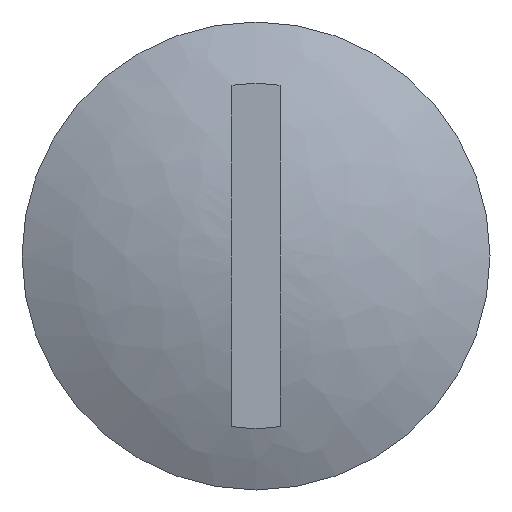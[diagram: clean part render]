
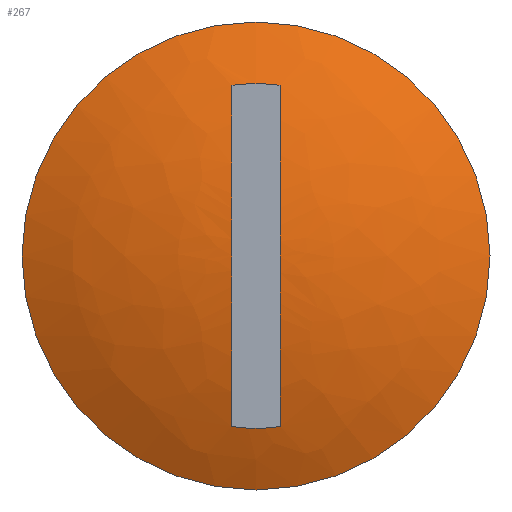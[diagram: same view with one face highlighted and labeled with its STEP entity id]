
A CAD part, left-side view. The second image highlights one B-rep face of the part: STEP entity #267.
In plain terms, the highlighted free-form (B-spline) face has degree [2, 2] with [3, 9] control points.
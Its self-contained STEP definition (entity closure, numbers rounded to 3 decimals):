
#28=(
BOUNDED_CURVE()
B_SPLINE_CURVE(2,(#965,#966,#967),.UNSPECIFIED.,.F.,.F.)
B_SPLINE_CURVE_WITH_KNOTS((3,3),(1.117,1.234),
 .UNSPECIFIED.)
CURVE()
GEOMETRIC_REPRESENTATION_ITEM()
RATIONAL_B_SPLINE_CURVE((1.,0.994,0.992))
REPRESENTATION_ITEM('')
);
#29=(
BOUNDED_SURFACE()
B_SPLINE_SURFACE(2,2,((#934,#935,#936,#937,#938,#939,#940,#941,#942),(#943,
#944,#945,#946,#947,#948,#949,#950,#951),(#952,#953,#954,#955,#956,#957,
#958,#959,#960)),.UNSPECIFIED.,.F.,.T.,.F.)
B_SPLINE_SURFACE_WITH_KNOTS((3,3),(3,2,2,2,3),(-1.499,-1.117),
(-3.142,-1.571,0.,1.571,3.142),
 .UNSPECIFIED.)
GEOMETRIC_REPRESENTATION_ITEM()
RATIONAL_B_SPLINE_SURFACE(((1.,0.707,1.,0.707,1.,
0.707,1.,0.707,1.),(0.982,0.694,
0.982,0.694,0.982,0.694,
0.982,0.694,0.982),(1.,0.707,
1.,0.707,1.,0.707,1.,0.707,1.)))
REPRESENTATION_ITEM('')
SURFACE()
);
#69=FACE_OUTER_BOUND('',#91,.T.);
#91=EDGE_LOOP('',(#225,#226,#227,#228,#229,#230,#231,#232,#233));
#110=CIRCLE('',#322,6.62);
#111=CIRCLE('',#323,6.62);
#112=CIRCLE('',#324,6.62);
#115=CIRCLE('',#330,8.99);
#116=CIRCLE('',#331,8.99);
#132=B_SPLINE_CURVE_WITH_KNOTS('',3,(#887,#888,#889,#890,#891,#892,#893,
#894,#895,#896,#897,#898,#899,#900,#901),.UNSPECIFIED.,.F.,.F.,(4,2,2,3,
2,2,4),(-0.628,-0.422,-0.211,0.,0.211,
0.422,0.628),.UNSPECIFIED.);
#133=B_SPLINE_CURVE_WITH_KNOTS('',3,(#906,#907,#908,#909,#910,#911,#912,
#913,#914,#915,#916,#917,#918,#919,#920),.UNSPECIFIED.,.F.,.F.,(4,2,2,3,
2,2,4),(-0.628,-0.422,-0.211,0.,0.211,
0.422,0.628),.UNSPECIFIED.);
#143=VERTEX_POINT('',#885);
#144=VERTEX_POINT('',#886);
#145=VERTEX_POINT('',#904);
#146=VERTEX_POINT('',#905);
#147=VERTEX_POINT('',#923);
#150=VERTEX_POINT('',#961);
#151=VERTEX_POINT('',#962);
#171=EDGE_CURVE('',#143,#144,#132,.T.);
#173=EDGE_CURVE('',#145,#146,#133,.T.);
#175=EDGE_CURVE('',#146,#147,#110,.T.);
#176=EDGE_CURVE('',#144,#145,#111,.T.);
#177=EDGE_CURVE('',#147,#143,#112,.T.);
#180=EDGE_CURVE('',#150,#151,#115,.T.);
#181=EDGE_CURVE('',#151,#150,#116,.T.);
#182=EDGE_CURVE('',#151,#147,#28,.T.);
#225=ORIENTED_EDGE('',*,*,#180,.F.);
#226=ORIENTED_EDGE('',*,*,#181,.F.);
#227=ORIENTED_EDGE('',*,*,#182,.T.);
#228=ORIENTED_EDGE('',*,*,#177,.T.);
#229=ORIENTED_EDGE('',*,*,#171,.T.);
#230=ORIENTED_EDGE('',*,*,#176,.T.);
#231=ORIENTED_EDGE('',*,*,#173,.T.);
#232=ORIENTED_EDGE('',*,*,#175,.T.);
#233=ORIENTED_EDGE('',*,*,#182,.F.);
#267=ADVANCED_FACE('',(#69),#29,.F.);
#322=AXIS2_PLACEMENT_3D('',#924,#377,#378);
#323=AXIS2_PLACEMENT_3D('',#925,#379,#380);
#324=AXIS2_PLACEMENT_3D('',#926,#381,#382);
#330=AXIS2_PLACEMENT_3D('',#963,#393,#394);
#331=AXIS2_PLACEMENT_3D('',#964,#395,#396);
#377=DIRECTION('center_axis',(1.,0.,0.));
#378=DIRECTION('ref_axis',(0.,0.,-1.));
#379=DIRECTION('center_axis',(1.,0.,0.));
#380=DIRECTION('ref_axis',(0.,0.,-1.));
#381=DIRECTION('center_axis',(1.,0.,0.));
#382=DIRECTION('ref_axis',(0.,0.,-1.));
#393=DIRECTION('center_axis',(1.,0.,0.));
#394=DIRECTION('ref_axis',(0.,0.,-1.));
#395=DIRECTION('center_axis',(1.,0.,0.));
#396=DIRECTION('ref_axis',(0.,0.,-1.));
#885=CARTESIAN_POINT('',(-6.74,-0.925,6.555));
#886=CARTESIAN_POINT('',(-6.74,-0.925,-6.555));
#887=CARTESIAN_POINT('Ctrl Pts',(-6.74,-0.925,6.555));
#888=CARTESIAN_POINT('Ctrl Pts',(-6.981,-0.925,5.861));
#889=CARTESIAN_POINT('Ctrl Pts',(-7.191,-0.925,5.142));
#890=CARTESIAN_POINT('Ctrl Pts',(-7.54,-0.925,3.67));
#891=CARTESIAN_POINT('Ctrl Pts',(-7.676,-0.925,2.917));
#892=CARTESIAN_POINT('Ctrl Pts',(-7.866,-0.925,1.433));
#893=CARTESIAN_POINT('Ctrl Pts',(-7.923,-0.925,0.703));
#894=CARTESIAN_POINT('Ctrl Pts',(-7.923,-0.925,0.));
#895=CARTESIAN_POINT('Ctrl Pts',(-7.923,-0.925,-0.703));
#896=CARTESIAN_POINT('Ctrl Pts',(-7.866,-0.925,-1.433));
#897=CARTESIAN_POINT('Ctrl Pts',(-7.676,-0.925,-2.917));
#898=CARTESIAN_POINT('Ctrl Pts',(-7.54,-0.925,-3.67));
#899=CARTESIAN_POINT('Ctrl Pts',(-7.191,-0.925,-5.142));
#900=CARTESIAN_POINT('Ctrl Pts',(-6.981,-0.925,-5.861));
#901=CARTESIAN_POINT('Ctrl Pts',(-6.74,-0.925,-6.555));
#904=CARTESIAN_POINT('',(-6.74,0.925,-6.555));
#905=CARTESIAN_POINT('',(-6.74,0.925,6.555));
#906=CARTESIAN_POINT('Ctrl Pts',(-6.74,0.925,-6.555));
#907=CARTESIAN_POINT('Ctrl Pts',(-6.981,0.925,-5.861));
#908=CARTESIAN_POINT('Ctrl Pts',(-7.191,0.925,-5.142));
#909=CARTESIAN_POINT('Ctrl Pts',(-7.54,0.925,-3.67));
#910=CARTESIAN_POINT('Ctrl Pts',(-7.676,0.925,-2.917));
#911=CARTESIAN_POINT('Ctrl Pts',(-7.866,0.925,-1.433));
#912=CARTESIAN_POINT('Ctrl Pts',(-7.923,0.925,-0.703));
#913=CARTESIAN_POINT('Ctrl Pts',(-7.923,0.925,0.));
#914=CARTESIAN_POINT('Ctrl Pts',(-7.923,0.925,0.703));
#915=CARTESIAN_POINT('Ctrl Pts',(-7.866,0.925,1.433));
#916=CARTESIAN_POINT('Ctrl Pts',(-7.676,0.925,2.917));
#917=CARTESIAN_POINT('Ctrl Pts',(-7.54,0.925,3.67));
#918=CARTESIAN_POINT('Ctrl Pts',(-7.191,0.925,5.142));
#919=CARTESIAN_POINT('Ctrl Pts',(-6.981,0.925,5.861));
#920=CARTESIAN_POINT('Ctrl Pts',(-6.74,0.925,6.555));
#923=CARTESIAN_POINT('',(-6.74,0.,6.62));
#924=CARTESIAN_POINT('Origin',(-6.74,0.,0.));
#925=CARTESIAN_POINT('Origin',(-6.74,0.,0.));
#926=CARTESIAN_POINT('Origin',(-6.74,0.,0.));
#934=CARTESIAN_POINT('Ctrl Pts',(-7.923,0.,0.925));
#935=CARTESIAN_POINT('Ctrl Pts',(-7.923,-0.925,0.925));
#936=CARTESIAN_POINT('Ctrl Pts',(-7.923,-0.925,0.));
#937=CARTESIAN_POINT('Ctrl Pts',(-7.923,-0.925,-0.925));
#938=CARTESIAN_POINT('Ctrl Pts',(-7.923,0.,-0.925));
#939=CARTESIAN_POINT('Ctrl Pts',(-7.923,0.925,-0.925));
#940=CARTESIAN_POINT('Ctrl Pts',(-7.923,0.925,0.));
#941=CARTESIAN_POINT('Ctrl Pts',(-7.923,0.925,0.925));
#942=CARTESIAN_POINT('Ctrl Pts',(-7.923,0.,0.925));
#943=CARTESIAN_POINT('Ctrl Pts',(-7.616,0.,5.167));
#944=CARTESIAN_POINT('Ctrl Pts',(-7.616,-5.167,5.167));
#945=CARTESIAN_POINT('Ctrl Pts',(-7.616,-5.167,0.));
#946=CARTESIAN_POINT('Ctrl Pts',(-7.616,-5.167,-5.167));
#947=CARTESIAN_POINT('Ctrl Pts',(-7.616,0.,-5.167));
#948=CARTESIAN_POINT('Ctrl Pts',(-7.616,5.167,-5.167));
#949=CARTESIAN_POINT('Ctrl Pts',(-7.616,5.167,0.));
#950=CARTESIAN_POINT('Ctrl Pts',(-7.616,5.167,5.167));
#951=CARTESIAN_POINT('Ctrl Pts',(-7.616,0.,5.167));
#952=CARTESIAN_POINT('Ctrl Pts',(-5.75,0.,8.99));
#953=CARTESIAN_POINT('Ctrl Pts',(-5.75,-8.99,8.99));
#954=CARTESIAN_POINT('Ctrl Pts',(-5.75,-8.99,0.));
#955=CARTESIAN_POINT('Ctrl Pts',(-5.75,-8.99,-8.99));
#956=CARTESIAN_POINT('Ctrl Pts',(-5.75,0.,-8.99));
#957=CARTESIAN_POINT('Ctrl Pts',(-5.75,8.99,-8.99));
#958=CARTESIAN_POINT('Ctrl Pts',(-5.75,8.99,0.));
#959=CARTESIAN_POINT('Ctrl Pts',(-5.75,8.99,8.99));
#960=CARTESIAN_POINT('Ctrl Pts',(-5.75,0.,8.99));
#961=CARTESIAN_POINT('',(-5.75,8.99,0.));
#962=CARTESIAN_POINT('',(-5.75,0.,8.99));
#963=CARTESIAN_POINT('Origin',(-5.75,0.,0.));
#964=CARTESIAN_POINT('Origin',(-5.75,0.,0.));
#965=CARTESIAN_POINT('Ctrl Pts',(-5.75,0.,8.99));
#966=CARTESIAN_POINT('Ctrl Pts',(-6.314,0.,7.834));
#967=CARTESIAN_POINT('Ctrl Pts',(-6.74,0.,6.62));
